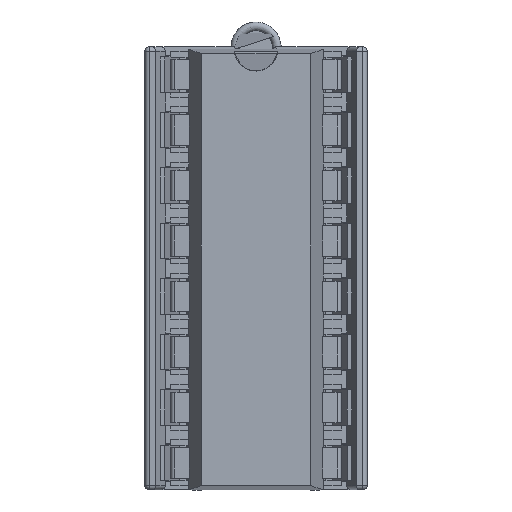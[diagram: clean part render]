
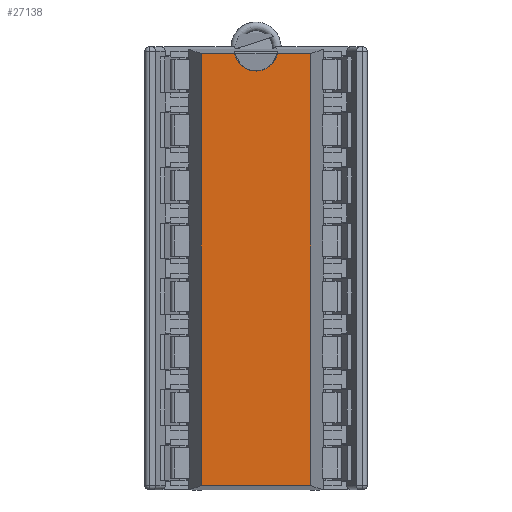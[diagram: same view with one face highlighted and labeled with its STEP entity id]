
A CAD part, top view. The second image highlights one B-rep face of the part: STEP entity #27138.
In plain terms, the highlighted planar face has unit normal (0, 0, 1).
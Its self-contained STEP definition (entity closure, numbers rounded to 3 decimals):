
#26076 = EDGE_CURVE('',#26077,#26079,#26081,.T.);
#26077 = VERTEX_POINT('',#26078);
#26078 = CARTESIAN_POINT('',(2.5,0.96,8.48));
#26079 = VERTEX_POINT('',#26080);
#26080 = CARTESIAN_POINT('',(2.5,-18.82,8.48));
#26081 = LINE('',#26082,#26083);
#26082 = CARTESIAN_POINT('',(2.5,1.16,8.48));
#26083 = VECTOR('',#26084,1.);
#26084 = DIRECTION('',(0.,-1.,0.));
#26511 = VERTEX_POINT('',#26512);
#26512 = CARTESIAN_POINT('',(-2.5,0.96,8.48));
#26518 = EDGE_CURVE('',#26511,#26519,#26521,.T.);
#26519 = VERTEX_POINT('',#26520);
#26520 = CARTESIAN_POINT('',(-2.5,-18.82,8.48));
#26521 = LINE('',#26522,#26523);
#26522 = CARTESIAN_POINT('',(-2.5,1.16,8.48));
#26523 = VECTOR('',#26524,1.);
#26524 = DIRECTION('',(0.,-1.,0.));
#27138 = ADVANCED_FACE('',(#27139),#27172,.F.);
#27139 = FACE_BOUND('',#27140,.F.);
#27140 = EDGE_LOOP('',(#27141,#27142,#27150,#27159,#27165,#27166));
#27141 = ORIENTED_EDGE('',*,*,#26518,.F.);
#27142 = ORIENTED_EDGE('',*,*,#27143,.T.);
#27143 = EDGE_CURVE('',#26511,#27144,#27146,.T.);
#27144 = VERTEX_POINT('',#27145);
#27145 = CARTESIAN_POINT('',(-0.98,0.96,8.48));
#27146 = LINE('',#27147,#27148);
#27147 = CARTESIAN_POINT('',(-23.309,0.96,8.48));
#27148 = VECTOR('',#27149,1.);
#27149 = DIRECTION('',(1.,0.,0.));
#27150 = ORIENTED_EDGE('',*,*,#27151,.T.);
#27151 = EDGE_CURVE('',#27144,#27152,#27154,.T.);
#27152 = VERTEX_POINT('',#27153);
#27153 = CARTESIAN_POINT('',(0.98,0.96,8.48));
#27154 = CIRCLE('',#27155,1.);
#27155 = AXIS2_PLACEMENT_3D('',#27156,#27157,#27158);
#27156 = CARTESIAN_POINT('',(0.,1.16,8.48));
#27157 = DIRECTION('',(-0.,0.,1.));
#27158 = DIRECTION('',(1.,0.,0.));
#27159 = ORIENTED_EDGE('',*,*,#27160,.T.);
#27160 = EDGE_CURVE('',#27152,#26077,#27161,.T.);
#27161 = LINE('',#27162,#27163);
#27162 = CARTESIAN_POINT('',(-23.309,0.96,8.48));
#27163 = VECTOR('',#27164,1.);
#27164 = DIRECTION('',(1.,0.,0.));
#27165 = ORIENTED_EDGE('',*,*,#26076,.T.);
#27166 = ORIENTED_EDGE('',*,*,#27167,.F.);
#27167 = EDGE_CURVE('',#26519,#26079,#27168,.T.);
#27168 = LINE('',#27169,#27170);
#27169 = CARTESIAN_POINT('',(-23.309,-18.82,8.48));
#27170 = VECTOR('',#27171,1.);
#27171 = DIRECTION('',(1.,0.,0.));
#27172 = PLANE('',#27173);
#27173 = AXIS2_PLACEMENT_3D('',#27174,#27175,#27176);
#27174 = CARTESIAN_POINT('',(2.5,1.16,8.48));
#27175 = DIRECTION('',(0.,0.,-1.));
#27176 = DIRECTION('',(-1.,0.,0.));
